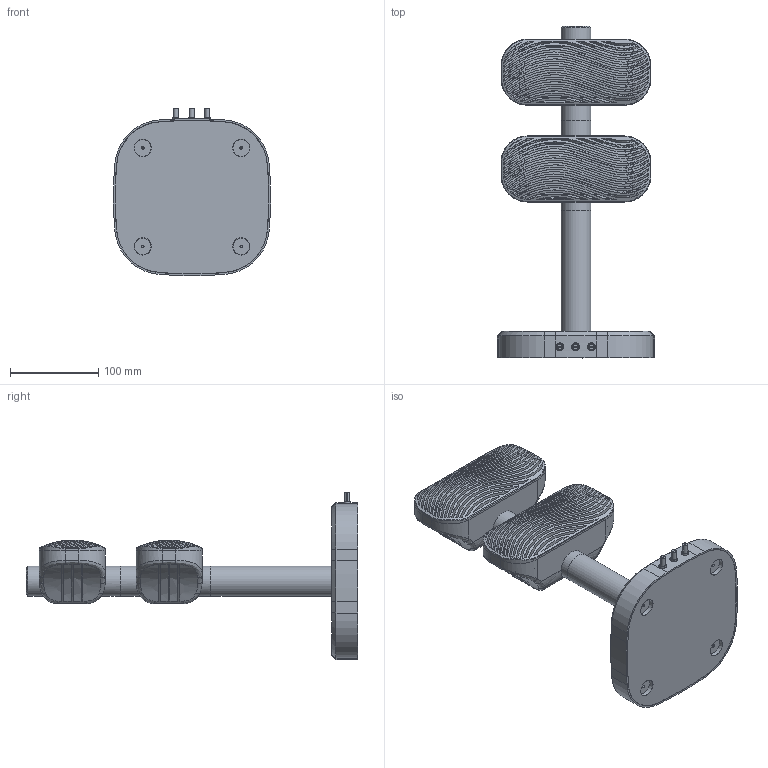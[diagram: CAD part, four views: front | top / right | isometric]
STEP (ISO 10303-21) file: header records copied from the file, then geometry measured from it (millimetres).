
FILE_DESCRIPTION(/* description */ (''),/* implementation_level */ '2;1');
FILE_NAME(/* name */ 'SOUND BOX v14.step',/* time_stamp */ '2025-09-23T23:23:49+05:30',/* author */ (''),/* organization */ (''),/* preprocessor_version */ 'ST-DEVELOPER v20.1',/* originating_system */ 'Autodesk Translation Framework v14.17.0.0',/* authorisation */ '');
FILE_SCHEMA (('AUTOMOTIVE_DESIGN { 1 0 10303 214 3 1 1 }'));
Products named in the file (10): SOUND BOX; AUD BOARD; BAT; speaker02; LEFT LID; BASE; Middle Pillar; RIGHT BODY; LEFT BODY; LID (2)
Assembly tree (11 placements, depth 2):
  SOUND BOX
    speaker02  x2
    AUD BOARD
    BAT
    LEFT LID  x2
    BASE
    Middle Pillar
    RIGHT BODY
    LEFT BODY
    LID (2)
Bounding box: 178.46 x 377 x 190.17 mm (x, y, z)
Volume: 979453.4 mm3; surface area: 535067.7 mm2
Topology: 11 solids, 11 shells, 1302 faces, 3633 edges, 2372 vertices
Faces by surface type: plane 609, bspline 338, cylinder 289, cone 44, torus 22
Full cylindrical faces by diameter (mm): 1.8 x8, 2 x16, 2.2 x4, 2.8 x4, 3 x4, 3.671 x1, 4.1 x1, 5 x8, 6 x8, 6.8 x3, 8 x3, 10 x8, 12 x4, 13 x2, 15 x4, 22 x2, 27.8 x2, 28 x3, 34 x6, 56 x2
Entity records: 50880 total; most frequent: CARTESIAN_POINT 24735, ORIENTED_EDGE 6006, DIRECTION 4433, EDGE_CURVE 3003, VERTEX_POINT 1951, AXIS2_PLACEMENT_3D 1487, LINE 1459, VECTOR 1459
